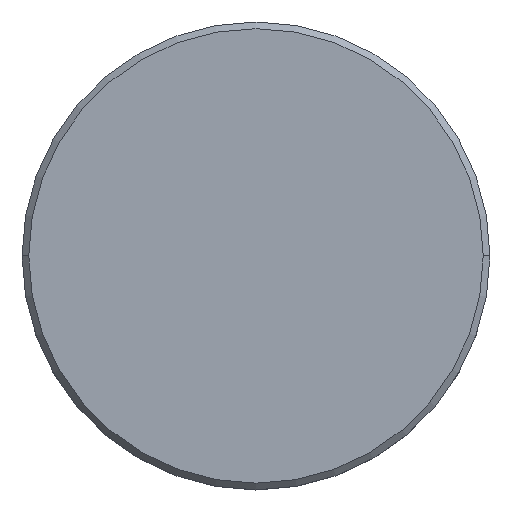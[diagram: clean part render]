
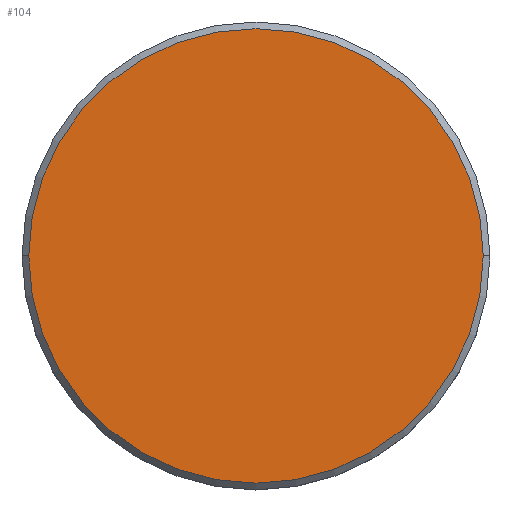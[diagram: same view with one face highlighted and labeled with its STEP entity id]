
A CAD part, top view. The second image highlights one B-rep face of the part: STEP entity #104.
In plain terms, the highlighted planar face has unit normal (0, 0, 1).
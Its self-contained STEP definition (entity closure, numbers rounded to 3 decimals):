
#24 = EDGE_LOOP ( 'NONE', ( #785, #612 ) ) ;
#34 = VERTEX_POINT ( 'NONE', #147 ) ;
#104 = ADVANCED_FACE ( 'NONE', ( #258 ), #978, .T. ) ;
#147 = CARTESIAN_POINT ( 'NONE',  ( -17., 0., 0. ) ) ;
#156 = CARTESIAN_POINT ( 'NONE',  ( 0., 0., 0. ) ) ;
#158 = DIRECTION ( 'NONE',  ( 1., 0., 0. ) ) ;
#238 = DIRECTION ( 'NONE',  ( 0., 0., 1. ) ) ;
#241 = AXIS2_PLACEMENT_3D ( 'NONE', #550, #640, #158 ) ;
#255 = AXIS2_PLACEMENT_3D ( 'NONE', #339, #238, #438 ) ;
#258 = FACE_OUTER_BOUND ( 'NONE', #24, .T. ) ;
#339 = CARTESIAN_POINT ( 'NONE',  ( 0., 0., 0. ) ) ;
#438 = DIRECTION ( 'NONE',  ( 1., 0., 0. ) ) ;
#468 = CIRCLE ( 'NONE', #255, 17. ) ;
#511 = CARTESIAN_POINT ( 'NONE',  ( 17., 0., 0. ) ) ;
#525 = DIRECTION ( 'NONE',  ( 1., 0., 0. ) ) ;
#550 = CARTESIAN_POINT ( 'NONE',  ( 0., 0., 0. ) ) ;
#558 = EDGE_CURVE ( 'NONE', #34, #575, #468, .T. ) ;
#575 = VERTEX_POINT ( 'NONE', #511 ) ;
#612 = ORIENTED_EDGE ( 'NONE', *, *, #1072, .T. ) ;
#640 = DIRECTION ( 'NONE',  ( 0., 0., 1. ) ) ;
#721 = DIRECTION ( 'NONE',  ( 0., 0., 1. ) ) ;
#785 = ORIENTED_EDGE ( 'NONE', *, *, #558, .T. ) ;
#858 = CIRCLE ( 'NONE', #241, 17. ) ;
#978 = PLANE ( 'NONE',  #1024 ) ;
#1024 = AXIS2_PLACEMENT_3D ( 'NONE', #156, #721, #525 ) ;
#1072 = EDGE_CURVE ( 'NONE', #575, #34, #858, .T. ) ;
